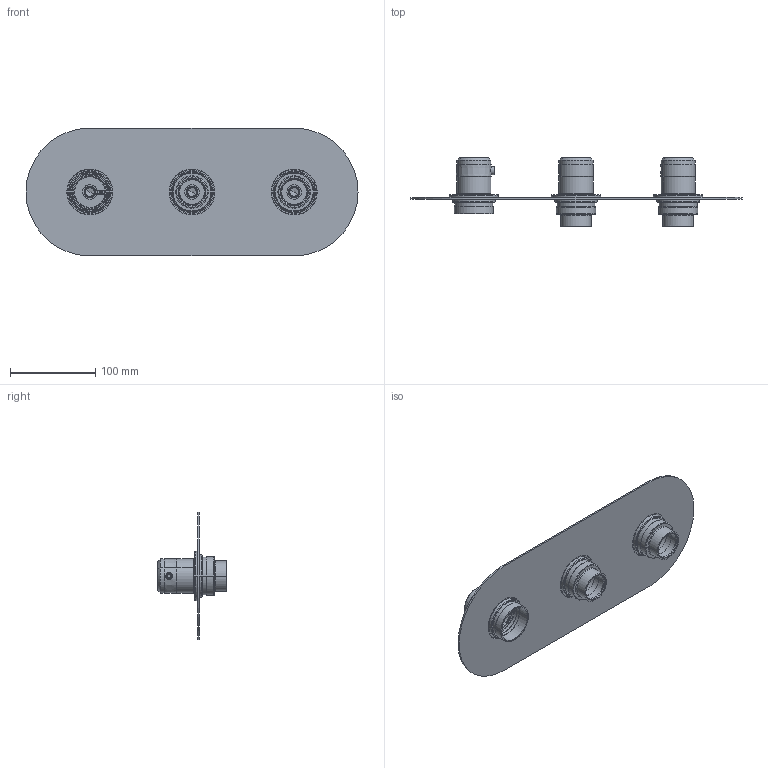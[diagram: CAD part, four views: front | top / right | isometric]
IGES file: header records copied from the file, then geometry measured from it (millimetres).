
Start section: START RECORD GO HERE.
Global section: file name: CR 01V20 0 x rendering.igs; native system: DASSAULT SYSTEMES CATIA Version 5-6 Release 2013 - www.3ds.com; preprocessor: V5-6R2013_5.23.3.0.09-04-2013.20.00; author: AdrianoZ; organization: HUBER; date: 20201009.092922; units: millimetre
Bounding box: 390 x 80.6 x 150 mm (x, y, z)
Volume: 231542.1 mm3; surface area: 188790.6 mm2
Topology: 11 solids, 23 shells, 1140 faces, 2822 edges, 1736 vertices
Faces by surface type: revolution 494, plane 352, extrusion 294
